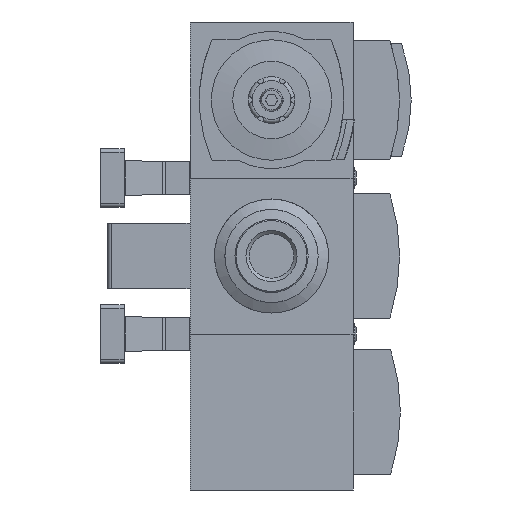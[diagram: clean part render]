
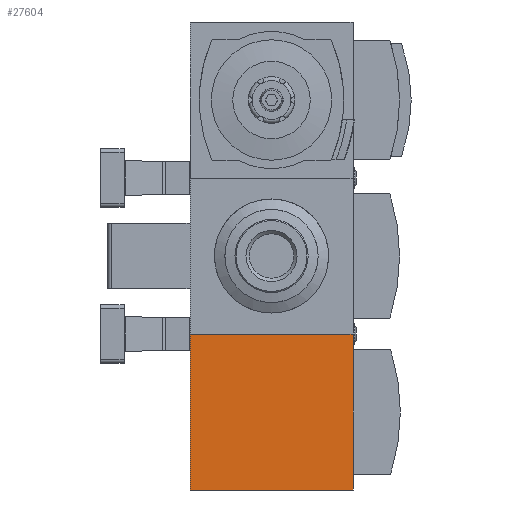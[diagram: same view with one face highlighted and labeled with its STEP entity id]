
A CAD part, front view. The second image highlights one B-rep face of the part: STEP entity #27604.
In plain terms, the highlighted planar face has unit normal (0, -1, 0).
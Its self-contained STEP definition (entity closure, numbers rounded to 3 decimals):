
#893=PLANE('',#29424);
#2655=LINE('',#40522,#4823);
#2761=LINE('',#40744,#4929);
#2776=LINE('',#40782,#4944);
#2817=LINE('',#40890,#4985);
#4823=VECTOR('',#34066,1000.);
#4929=VECTOR('',#34238,1000.);
#4944=VECTOR('',#34267,1000.);
#4985=VECTOR('',#34350,1000.);
#10618=ORIENTED_EDGE('',*,*,#13652,.F.);
#10619=ORIENTED_EDGE('',*,*,#13766,.F.);
#10620=ORIENTED_EDGE('',*,*,#13840,.F.);
#10621=ORIENTED_EDGE('',*,*,#13786,.F.);
#13652=EDGE_CURVE('',#15881,#15882,#2655,.T.);
#13766=EDGE_CURVE('',#15964,#15881,#2761,.T.);
#13786=EDGE_CURVE('',#15882,#15981,#2776,.T.);
#13840=EDGE_CURVE('',#15981,#15964,#2817,.T.);
#15881=VERTEX_POINT('',#40521);
#15882=VERTEX_POINT('',#40523);
#15964=VERTEX_POINT('',#40743);
#15981=VERTEX_POINT('',#40783);
#18057=EDGE_LOOP('',(#10618,#10619,#10620,#10621));
#19345=FACE_BOUND('',#18057,.T.);
#27604=ADVANCED_FACE('',(#19345),#893,.F.);
#29424=AXIS2_PLACEMENT_3D('',#41472,#34847,#34848);
#34066=DIRECTION('',(0.,0.,1.));
#34238=DIRECTION('',(-1.,0.,0.));
#34267=DIRECTION('',(1.,0.,0.));
#34350=DIRECTION('',(0.,0.,-1.));
#34847=DIRECTION('',(0.,1.,0.));
#34848=DIRECTION('',(0.,0.,1.));
#40521=CARTESIAN_POINT('',(-21.,-31.5,-20.1));
#40522=CARTESIAN_POINT('',(-21.,-31.5,-20.1));
#40523=CARTESIAN_POINT('',(-21.,-31.5,20.1));
#40743=CARTESIAN_POINT('',(21.,-31.5,-20.1));
#40744=CARTESIAN_POINT('',(21.,-31.5,-20.1));
#40782=CARTESIAN_POINT('',(-21.,-31.5,20.1));
#40783=CARTESIAN_POINT('',(21.,-31.5,20.1));
#40890=CARTESIAN_POINT('',(21.,-31.5,20.1));
#41472=CARTESIAN_POINT('',(0.,-31.5,0.));
